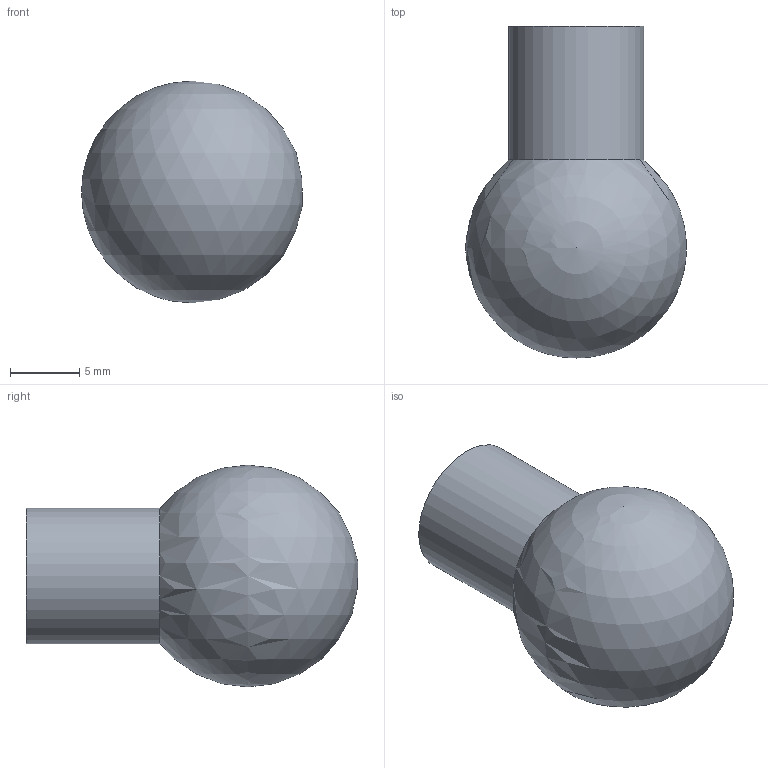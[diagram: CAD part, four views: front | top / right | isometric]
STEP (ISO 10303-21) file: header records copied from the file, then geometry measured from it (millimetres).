
FILE_DESCRIPTION(/* description */ (''),/* implementation_level */ '2;1');
FILE_NAME(/* name */ 'Bloon Cap v1.stp',/* time_stamp */ '2022-09-22T11:54:43+02:00',/* author */ (''),/* organization */ (''),/* preprocessor_version */ 'ST-DEVELOPER v19',/* originating_system */ 'Autodesk Translation Framework v11.7.0.108',/* authorisation */ '');
FILE_SCHEMA (('AUTOMOTIVE_DESIGN { 1 0 10303 214 3 1 1 }'));
Length unit declared in the file: millimetre
Products named in the file (1): Bloon Cap
Bounding box: 15.94 x 23.94 x 16 mm (x, y, z)
Volume: 2801.5 mm3; surface area: 1091.4 mm2
Topology: 1 solids, 1 shells, 3 faces, 6 edges, 4 vertices
Faces by surface type: cylinder 1, plane 1, sphere 1
Full cylindrical faces by diameter (mm): 9.75 x1
Entity records: 106 total; most frequent: DIRECTION 15, CARTESIAN_POINT 12, ORIENTED_EDGE 8, AXIS2_PLACEMENT_3D 7, EDGE_LOOP 4, VERTEX_POINT 4, EDGE_CURVE 4, FACE_OUTER_BOUND 3
